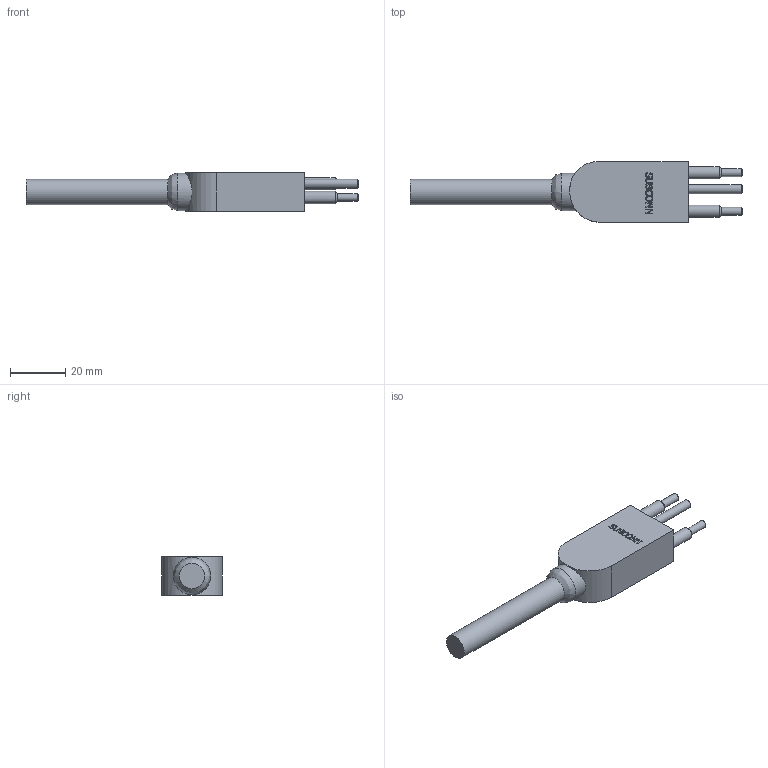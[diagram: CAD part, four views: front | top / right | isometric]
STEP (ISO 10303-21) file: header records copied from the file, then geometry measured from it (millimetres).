
FILE_DESCRIPTION(/* description */ (''),/* implementation_level */ '2;1');
FILE_NAME(/* name */ 'LPIL 2M.stp',/* time_stamp */ '2014-11-14T14:01:06+01:00',/* author */ ('sh'),/* organization */ (''),/* preprocessor_version */ 'ST-DEVELOPER v15.2',/* originating_system */ 'Autodesk Inventor 2014',/* authorisation */ '');
FILE_SCHEMA (('AUTOMOTIVE_DESIGN { 1 0 10303 214 3 1 1 }'));
Length unit declared in the file: millimetre
Products named in the file (1): LPIL 2M
Bounding box: 120.5 x 22 x 14 mm (x, y, z)
Volume: 17537 mm3; surface area: 5885.6 mm2
Topology: 1 solids, 1 shells, 180 faces, 475 edges, 314 vertices
Faces by surface type: plane 85, bspline 81, cylinder 9, cone 5
Full cylindrical faces by diameter (mm): 2.8 x2, 3.2 x1, 4.5 x2, 9.2 x1, 13.5 x1
Entity records: 6238 total; most frequent: CARTESIAN_POINT 2301, ORIENTED_EDGE 926, DIRECTION 524, EDGE_CURVE 463, VERTEX_POINT 314, LINE 276, VECTOR 276, EDGE_LOOP 209
